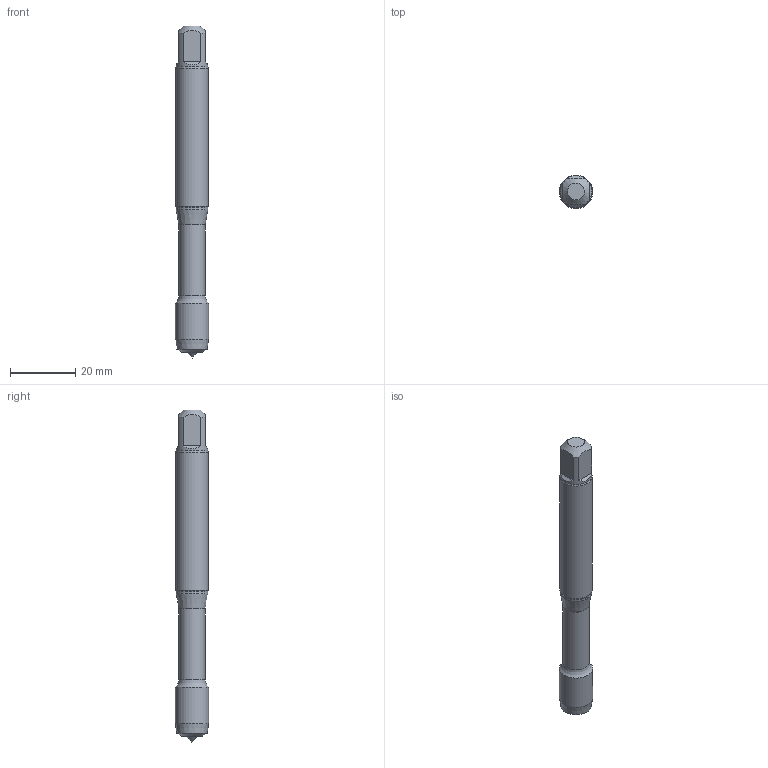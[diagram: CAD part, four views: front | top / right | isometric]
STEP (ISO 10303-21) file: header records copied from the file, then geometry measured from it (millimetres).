
FILE_DESCRIPTION(/* description */ (''),/* implementation_level */ '2;1');
FILE_NAME(/* name */ 'T33-FSC02C03-10X1.25-65R_Basic.stp',/* time_stamp */ '2022-04-11T13:04:28+03:00',/* author */ (''),/* organization */ (''),/* preprocessor_version */ 'ST-DEVELOPER v16.7',/* originating_system */ 'SIEMENS PLM Software NX 12.0',/* authorisation */ '');
FILE_SCHEMA (('AUTOMOTIVE_DESIGN { 1 0 10303 214 3 1 1 1 }'));
Length unit declared in the file: millimetre
Products named in the file (1): rumo573CA1AA5wjt
Bounding box: 10.23 x 10.23 x 101.8 mm (x, y, z)
Volume: 6910.8 mm3; surface area: 3222.6 mm2
Topology: 2 solids, 2 shells, 26 faces, 62 edges, 44 vertices
Faces by surface type: plane 12, cone 5, cylinder 5, torus 4
Full cylindrical faces by diameter (mm): 8.1 x1, 9.7 x2, 10 x1, 10.234 x1
Entity records: 738 total; most frequent: CARTESIAN_POINT 154, DIRECTION 110, ORIENTED_EDGE 82, AXIS2_PLACEMENT_3D 49, EDGE_CURVE 41, EDGE_LOOP 40, VERTEX_POINT 34, FACE_BOUND 30
